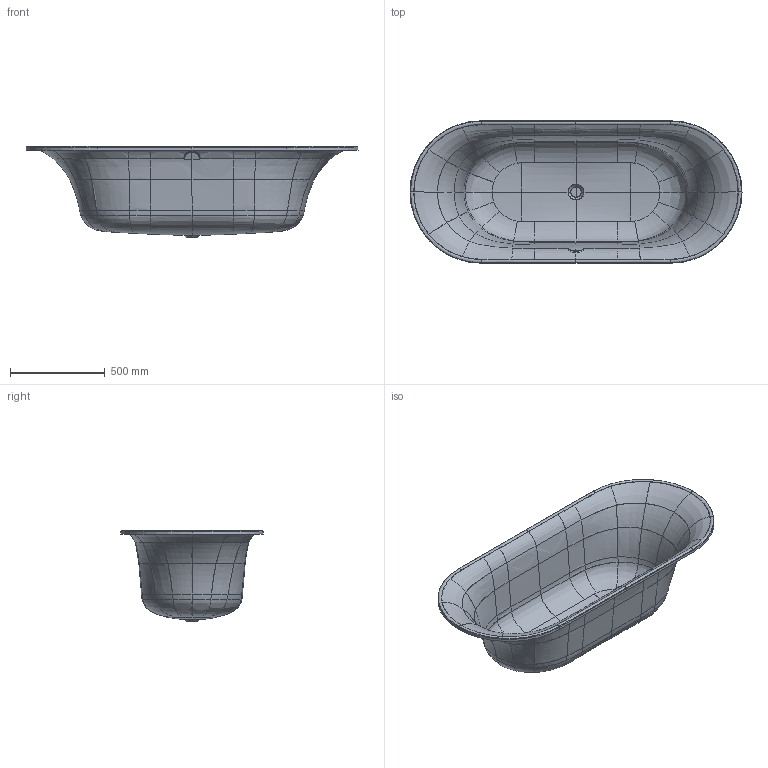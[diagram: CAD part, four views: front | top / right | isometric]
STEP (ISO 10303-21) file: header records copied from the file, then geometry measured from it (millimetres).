
FILE_DESCRIPTION((''),'2;1');
FILE_NAME('UBQ175CEU7V_CETUS','2022-07-04T15:50:42',('hegemanc'),('Villeroy & Boch Wellness bv'),'CREO PARAMETRIC BY PTC INC, 2020454','CREO PARAMETRIC BY PTC INC, 2020454','');
FILE_SCHEMA(('CONFIG_CONTROL_DESIGN'));
Products named in the file (1): UBQ175CEU7V_CETUS
Bounding box: 1751.4 x 751.4 x 483 mm (x, y, z)
Surface area: 4442320.7 mm2 (no closed solid volume)
Topology: 0 solids, 2 shells, 372 faces, 1054 edges, 643 vertices
Faces by surface type: bspline 264, cylinder 32, torus 24, cone 16, plane 16, extrusion 16, revolution 4
Entity records: 58999 total; most frequent: CARTESIAN_POINT 52005, ORIENTED_EDGE 1905, EDGE_CURVE 1041, B_SPLINE_CURVE_WITH_KNOTS 854, VERTEX_POINT 643, DIRECTION 494, EDGE_LOOP 372, FACE_OUTER_BOUND 372
